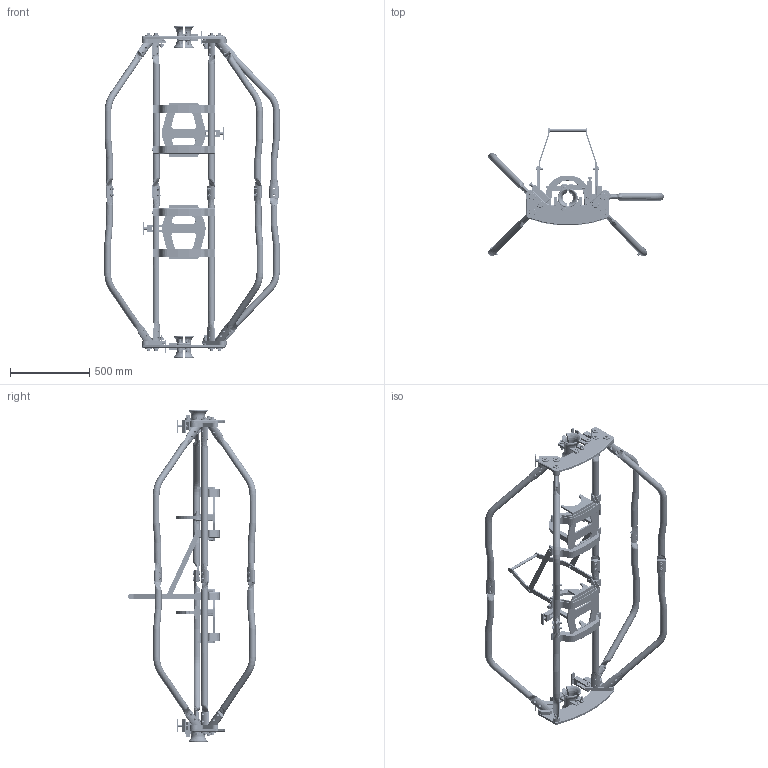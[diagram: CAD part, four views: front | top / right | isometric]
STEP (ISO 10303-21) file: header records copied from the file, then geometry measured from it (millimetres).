
FILE_DESCRIPTION(/* description */ (''),/* implementation_level */ '2;1');
FILE_NAME(/* name */ 'RS626 - 6.6kV FP Skid.stp',/* time_stamp */ '2022-12-01T13:15:03+10:00',/* author */ ('c.taylor012'),/* organization */ (''),/* preprocessor_version */ 'ST-DEVELOPER v16.5',/* originating_system */ 'Autodesk Inventor 2017',/* authorisation */ '');
FILE_SCHEMA (('AUTOMOTIVE_DESIGN { 1 0 10303 214 3 1 1 }'));
Products named in the file (1): Skid Complet MCAM STEP
Bounding box: 1107.74 x 810.96 x 2095.79 mm (x, y, z)
Volume: 25608784.7 mm3; surface area: 4540489 mm2
Topology: 207 solids, 223 shells, 4514 faces, 11180 edges, 6948 vertices
Faces by surface type: plane 1484, cone 1113, cylinder 1105, bspline 646, torus 142, sphere 24
Full cylindrical faces by diameter (mm): 8 x11, 9.667 x18, 10.5 x32, 10.58 x24, 12 x72, 12.7 x24, 13 x60, 16 x8, 19 x2, 20 x12, 24 x60, 35.8 x24, 42.3 x44
Entity records: 313606 total; most frequent: CARTESIAN_POINT 218483, ORIENTED_EDGE 20388, DIRECTION 17406, EDGE_CURVE 10194, AXIS2_PLACEMENT_3D 7182, VERTEX_POINT 6842, EDGE_LOOP 5728, FACE_OUTER_BOUND 4514
